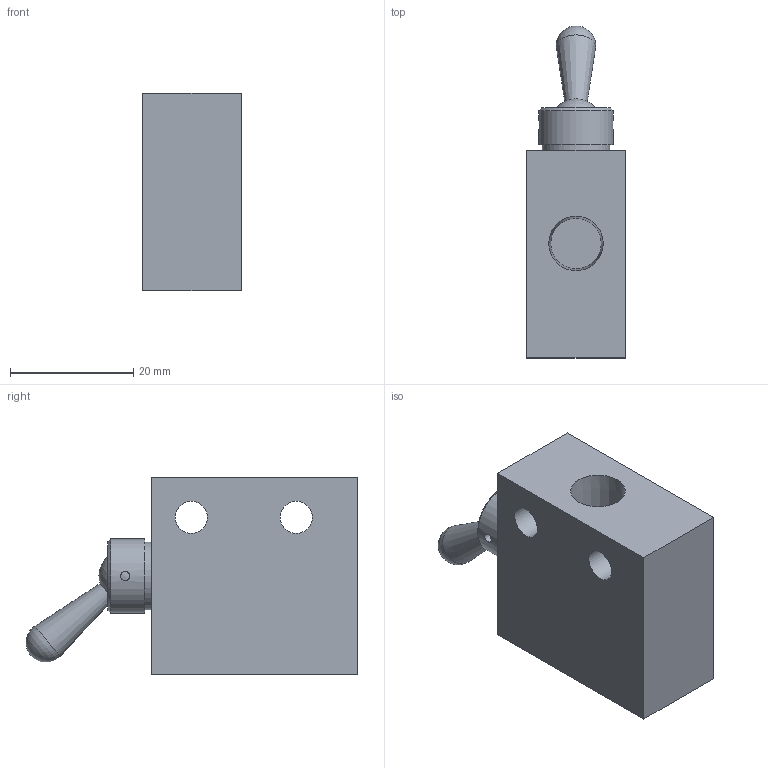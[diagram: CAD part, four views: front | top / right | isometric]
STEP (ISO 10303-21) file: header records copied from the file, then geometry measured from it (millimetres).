
FILE_DESCRIPTION( ( 'STEP AP203' ), '1' );
FILE_NAME( 'MVHA-31V.stp', '2020-04-23T09:49:41', ( 'License CC BY-ND 4.0' ), ( 'CADENAS' ), ' ', 'PARTsolutions', ' ' );
FILE_SCHEMA( ( 'CONFIG_CONTROL_DESIGN' ) );
Length unit declared in the file: millimetre
Products named in the file (1): _MVHA-31V
Bounding box: 16 x 53.77 x 32 mm (x, y, z)
Volume: 15747 mm3; surface area: 6420.7 mm2
Topology: 1 solids, 1 shells, 26 faces, 55 edges, 36 vertices
Faces by surface type: plane 12, cylinder 7, cone 5, sphere 2
Full cylindrical faces by diameter (mm): 1.5 x2, 5.2 x2, 8.8 x1, 11 x1, 12 x1
Entity records: 786 total; most frequent: CARTESIAN_POINT 217, DIRECTION 108, ORIENTED_EDGE 76, EDGE_LOOP 55, AXIS2_PLACEMENT_3D 48, EDGE_CURVE 38, VERTEX_POINT 35, FACE_OUTER_BOUND 33
